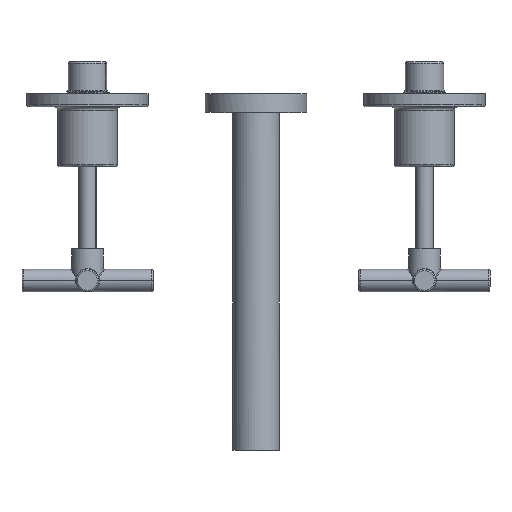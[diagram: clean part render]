
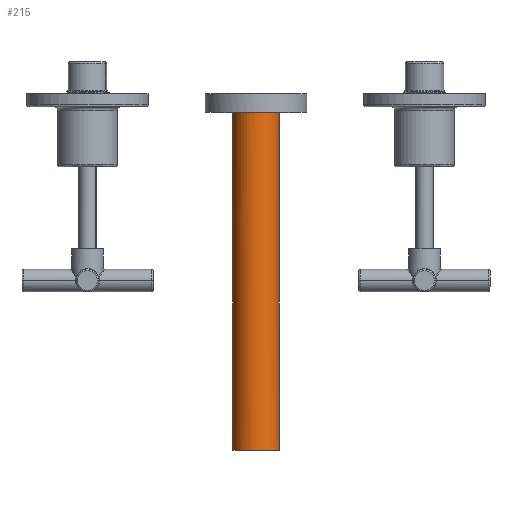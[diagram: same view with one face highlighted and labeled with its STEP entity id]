
A CAD part, top view. The second image highlights one B-rep face of the part: STEP entity #215.
In plain terms, the highlighted cylindrical face has radius 12.5 mm (diameter 25 mm), a partial arc.
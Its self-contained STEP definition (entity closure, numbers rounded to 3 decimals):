
#215=ADVANCED_FACE('',(#587),#5822,.T.);
#587=FACE_OUTER_BOUND('',#967,.T.);
#967=EDGE_LOOP('',(#1509,#1510,#1511,#1512));
#1509=ORIENTED_EDGE('',*,*,#3263,.T.);
#1510=ORIENTED_EDGE('',*,*,#3264,.T.);
#1511=ORIENTED_EDGE('',*,*,#3265,.T.);
#1512=ORIENTED_EDGE('',*,*,#3266,.T.);
#3263=EDGE_CURVE('',#5080,#5081,#4596,.T.);
#3264=EDGE_CURVE('',#5081,#5047,#4132,.T.);
#3265=EDGE_CURVE('',#5047,#5048,#4597,.T.);
#3266=EDGE_CURVE('',#5048,#5080,#4133,.T.);
#4132=B_SPLINE_CURVE_WITH_KNOTS('',1,(#8505,#8506),.UNSPECIFIED.,.F.,.F.,
(2,2),(0.,221.5),.UNSPECIFIED.);
#4133=B_SPLINE_CURVE_WITH_KNOTS('',1,(#8512,#8513),.UNSPECIFIED.,.F.,.F.,
(2,2),(0.,221.5),.UNSPECIFIED.);
#4596=(
BOUNDED_CURVE()
B_SPLINE_CURVE(2,(#8500,#8501,#8502,#8503,#8504),.UNSPECIFIED.,.F.,.F.)
B_SPLINE_CURVE_WITH_KNOTS((3,2,3),(0.,19.635,39.27),
 .UNSPECIFIED.)
CURVE()
GEOMETRIC_REPRESENTATION_ITEM()
RATIONAL_B_SPLINE_CURVE((1.,0.707,1.,0.707,1.))
REPRESENTATION_ITEM('')
);
#4597=(
BOUNDED_CURVE()
B_SPLINE_CURVE(2,(#8507,#8508,#8509,#8510,#8511),.UNSPECIFIED.,.F.,.F.)
B_SPLINE_CURVE_WITH_KNOTS((3,2,3),(0.,19.635,39.27),
 .UNSPECIFIED.)
CURVE()
GEOMETRIC_REPRESENTATION_ITEM()
RATIONAL_B_SPLINE_CURVE((1.,0.707,1.,0.707,1.))
REPRESENTATION_ITEM('')
);
#5047=VERTEX_POINT('',#7773);
#5048=VERTEX_POINT('',#7774);
#5080=VERTEX_POINT('',#7806);
#5081=VERTEX_POINT('',#7807);
#5822=CYLINDRICAL_SURFACE('',#6288,12.5);
#6288=AXIS2_PLACEMENT_3D('',#7559,#6608,$);
#6608=DIRECTION('',(-1.,0.,0.));
#7559=CARTESIAN_POINT('',(-22.496,29.482,0.));
#7773=CARTESIAN_POINT('',(-113.246,29.482,-12.5));
#7774=CARTESIAN_POINT('',(-113.246,29.482,12.5));
#7806=CARTESIAN_POINT('',(68.254,29.482,12.5));
#7807=CARTESIAN_POINT('',(68.254,29.482,-12.5));
#8500=CARTESIAN_POINT('',(68.254,29.482,12.5));
#8501=CARTESIAN_POINT('',(68.254,41.982,12.5));
#8502=CARTESIAN_POINT('',(68.254,41.982,0.));
#8503=CARTESIAN_POINT('',(68.254,41.982,-12.5));
#8504=CARTESIAN_POINT('',(68.254,29.482,-12.5));
#8505=CARTESIAN_POINT('',(68.254,29.482,-12.5));
#8506=CARTESIAN_POINT('',(-113.246,29.482,-12.5));
#8507=CARTESIAN_POINT('',(-113.246,29.482,-12.5));
#8508=CARTESIAN_POINT('',(-113.246,41.982,-12.5));
#8509=CARTESIAN_POINT('',(-113.246,41.982,0.));
#8510=CARTESIAN_POINT('',(-113.246,41.982,12.5));
#8511=CARTESIAN_POINT('',(-113.246,29.482,12.5));
#8512=CARTESIAN_POINT('',(-113.246,29.482,12.5));
#8513=CARTESIAN_POINT('',(68.254,29.482,12.5));
